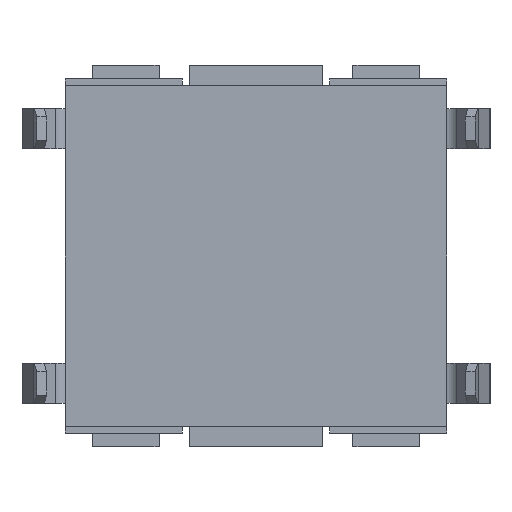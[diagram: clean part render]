
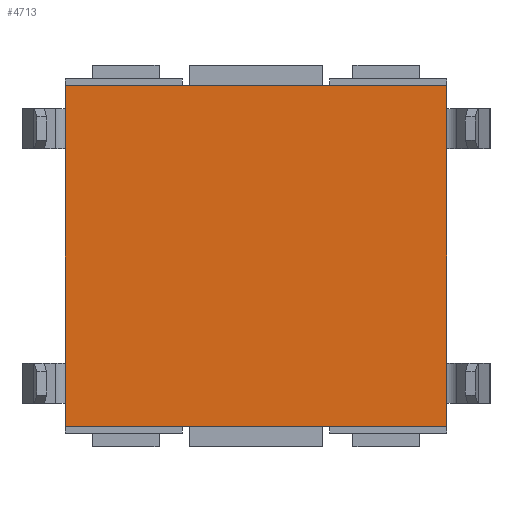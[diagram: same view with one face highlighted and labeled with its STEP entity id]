
A CAD part, front view. The second image highlights one B-rep face of the part: STEP entity #4713.
In plain terms, the highlighted planar face has unit normal (0, -1, 0).
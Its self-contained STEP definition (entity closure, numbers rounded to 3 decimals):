
#861 = CARTESIAN_POINT ( 'NONE',  ( 5.7, 0., -5.1 ) ) ;
#862 = CARTESIAN_POINT ( 'NONE',  ( 5.7, 0., 5.1 ) ) ;
#1068 = VERTEX_POINT ( 'NONE', #3833 ) ;
#1115 = DIRECTION ( 'NONE',  ( 0., 0., -1. ) ) ;
#1116 = VECTOR ( 'NONE', #1115, 1000. ) ;
#1117 = CARTESIAN_POINT ( 'NONE',  ( 5.7, 0., 0. ) ) ;
#1118 = LINE ( 'NONE', #1117, #1116 ) ;
#1890 = VERTEX_POINT ( 'NONE', #3954 ) ;
#1891 = EDGE_CURVE ( 'NONE', #1890, #1068, #3953, .T. ) ;
#1981 = DIRECTION ( 'NONE',  ( 1., 0., 0. ) ) ;
#1982 = VECTOR ( 'NONE', #1981, 1000. ) ;
#1983 = CARTESIAN_POINT ( 'NONE',  ( -5.7, 0., -5.1 ) ) ;
#1984 = LINE ( 'NONE', #1983, #1982 ) ;
#2081 = DIRECTION ( 'NONE',  ( 1., 0., 0. ) ) ;
#2082 = VECTOR ( 'NONE', #2081, 1000. ) ;
#2083 = CARTESIAN_POINT ( 'NONE',  ( 5.7, 0., 5.1 ) ) ;
#2084 = LINE ( 'NONE', #2083, #2082 ) ;
#2088 = DIRECTION ( 'NONE',  ( 0., 0., -1. ) ) ;
#2089 = DIRECTION ( 'NONE',  ( 0., -1., 0. ) ) ;
#2090 = CARTESIAN_POINT ( 'NONE',  ( 5.7, 0., 5.1 ) ) ;
#2091 = AXIS2_PLACEMENT_3D ( 'NONE', #2090, #2089, #2088 ) ;
#2092 = PLANE ( 'NONE',  #2091 ) ;
#2094 = FACE_OUTER_BOUND ( 'NONE', #4706, .T. ) ;
#2732 = VERTEX_POINT ( 'NONE', #862 ) ;
#2733 = VERTEX_POINT ( 'NONE', #861 ) ;
#3350 = EDGE_CURVE ( 'NONE', #2732, #2733, #1118, .T. ) ;
#3833 = CARTESIAN_POINT ( 'NONE',  ( -5.7, 0., 5.1 ) ) ;
#3950 = DIRECTION ( 'NONE',  ( 0., 0., 1. ) ) ;
#3951 = VECTOR ( 'NONE', #3950, 1000. ) ;
#3952 = CARTESIAN_POINT ( 'NONE',  ( -5.7, 0., 0. ) ) ;
#3953 = LINE ( 'NONE', #3952, #3951 ) ;
#3954 = CARTESIAN_POINT ( 'NONE',  ( -5.7, 0., -5.1 ) ) ;
#4646 = EDGE_CURVE ( 'NONE', #1890, #2733, #1984, .T. ) ;
#4678 = ORIENTED_EDGE ( 'NONE', *, *, #1891, .F. ) ;
#4683 = ORIENTED_EDGE ( 'NONE', *, *, #4720, .F. ) ;
#4706 = EDGE_LOOP ( 'NONE', ( #4708, #4714, #4683, #4678 ) ) ;
#4708 = ORIENTED_EDGE ( 'NONE', *, *, #4646, .T. ) ;
#4713 = ADVANCED_FACE ( 'NONE', ( #2094 ), #2092, .T. ) ;
#4714 = ORIENTED_EDGE ( 'NONE', *, *, #3350, .F. ) ;
#4720 = EDGE_CURVE ( 'NONE', #1068, #2732, #2084, .T. ) ;
